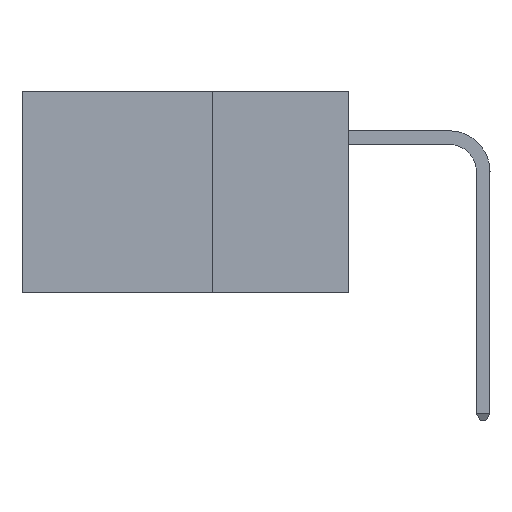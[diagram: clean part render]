
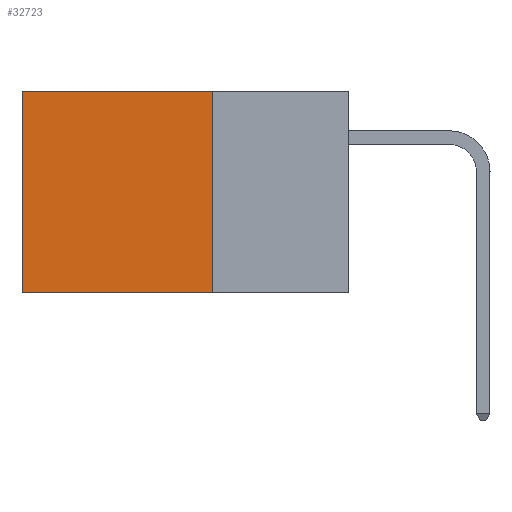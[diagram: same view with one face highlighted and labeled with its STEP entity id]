
A CAD part, left-side view. The second image highlights one B-rep face of the part: STEP entity #32723.
In plain terms, the highlighted planar face has unit normal (-1, 0, 0).
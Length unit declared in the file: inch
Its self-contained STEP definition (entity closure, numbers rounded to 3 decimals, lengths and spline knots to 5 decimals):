
#776 = DIRECTION ( 'NONE',  ( 1., 0., 0. ) ) ;
#875 = DIRECTION ( 'NONE',  ( 0., 1., 0. ) ) ;
#2139 = ORIENTED_EDGE ( 'NONE', *, *, #10351, .F. ) ;
#3251 = CARTESIAN_POINT ( 'NONE',  ( 0.2875, 0.25, 0. ) ) ;
#3523 = LINE ( 'NONE', #31336, #10724 ) ;
#4131 = LINE ( 'NONE', #15603, #35599 ) ;
#6369 = DIRECTION ( 'NONE',  ( 0., 0., -1. ) ) ;
#6571 = CARTESIAN_POINT ( 'NONE',  ( 0.2875, 0.25, 0. ) ) ;
#6775 = VERTEX_POINT ( 'NONE', #13814 ) ;
#7218 = ORIENTED_EDGE ( 'NONE', *, *, #26231, .F. ) ;
#7292 = VECTOR ( 'NONE', #12704, 39.37008 ) ;
#8984 = CARTESIAN_POINT ( 'NONE',  ( 0.2875, 0.6, 0. ) ) ;
#9679 = VERTEX_POINT ( 'NONE', #8984 ) ;
#10351 = EDGE_CURVE ( 'NONE', #27909, #26997, #35336, .T. ) ;
#10724 = VECTOR ( 'NONE', #875, 39.37008 ) ;
#12193 = ORIENTED_EDGE ( 'NONE', *, *, #32645, .T. ) ;
#12704 = DIRECTION ( 'NONE',  ( 0., 1., 0. ) ) ;
#13471 = FACE_OUTER_BOUND ( 'NONE', #38462, .T. ) ;
#13814 = CARTESIAN_POINT ( 'NONE',  ( 0.2875, 0.6, -0.37 ) ) ;
#15603 = CARTESIAN_POINT ( 'NONE',  ( 0.2875, 0.6, 0. ) ) ;
#16054 = CARTESIAN_POINT ( 'NONE',  ( 0.2875, 0.25, 0. ) ) ;
#22175 = DIRECTION ( 'NONE',  ( 0., 0., -1. ) ) ;
#22473 = AXIS2_PLACEMENT_3D ( 'NONE', #16054, #776, #22175 ) ;
#24439 = EDGE_CURVE ( 'NONE', #9679, #6775, #4131, .T. ) ;
#24483 = CARTESIAN_POINT ( 'NONE',  ( 0.2875, 0.25, -0.37 ) ) ;
#25446 = LINE ( 'NONE', #6571, #7292 ) ;
#26231 = EDGE_CURVE ( 'NONE', #26997, #6775, #3523, .T. ) ;
#26997 = VERTEX_POINT ( 'NONE', #24483 ) ;
#27621 = ORIENTED_EDGE ( 'NONE', *, *, #24439, .T. ) ;
#27878 = DIRECTION ( 'NONE',  ( 0., 0., -1. ) ) ;
#27909 = VERTEX_POINT ( 'NONE', #28951 ) ;
#28951 = CARTESIAN_POINT ( 'NONE',  ( 0.2875, 0.25, 0. ) ) ;
#31336 = CARTESIAN_POINT ( 'NONE',  ( 0.2875, 0.25, -0.37 ) ) ;
#32645 = EDGE_CURVE ( 'NONE', #27909, #9679, #25446, .T. ) ;
#32723 = ADVANCED_FACE ( 'NONE', ( #13471 ), #34267, .F. ) ;
#34267 = PLANE ( 'NONE',  #22473 ) ;
#34401 = VECTOR ( 'NONE', #6369, 39.37008 ) ;
#35336 = LINE ( 'NONE', #3251, #34401 ) ;
#35599 = VECTOR ( 'NONE', #27878, 39.37008 ) ;
#38462 = EDGE_LOOP ( 'NONE', ( #27621, #7218, #2139, #12193 ) ) ;
